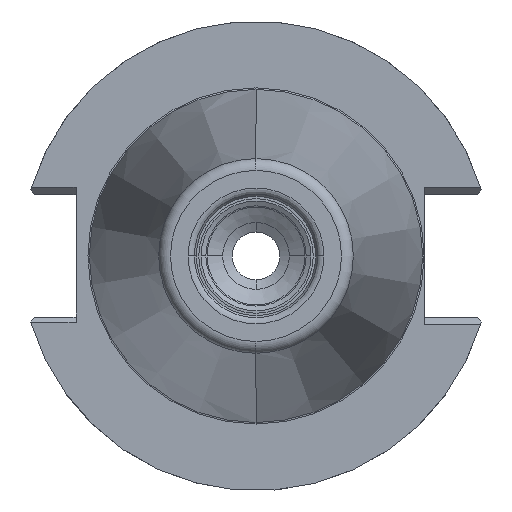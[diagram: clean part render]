
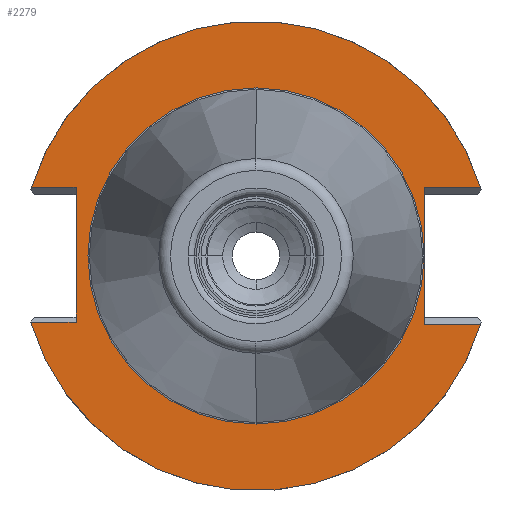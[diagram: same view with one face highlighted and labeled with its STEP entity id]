
A CAD part, left-side view. The second image highlights one B-rep face of the part: STEP entity #2279.
In plain terms, the highlighted planar face has unit normal (-1, 0, 0).
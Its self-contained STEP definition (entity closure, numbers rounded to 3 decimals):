
#583=CARTESIAN_POINT('',(3.15,0.,0.));
#584=DIRECTION('',(1.,0.,0.));
#585=DIRECTION('',(0.,0.,1.));
#586=AXIS2_PLACEMENT_3D('',#583,#584,#585);
#588=CARTESIAN_POINT('',(3.15,0.,0.));
#589=DIRECTION('',(1.,0.,0.));
#590=DIRECTION('',(0.,0.,-1.));
#591=AXIS2_PLACEMENT_3D('',#588,#589,#590);
#593=DIRECTION('',(0.,1.,0.));
#594=VECTOR('',#593,9.478);
#595=CARTESIAN_POINT('',(3.15,37.719,-13.85));
#596=LINE('',#595,#594);
#597=DIRECTION('',(0.,-1.,0.));
#598=VECTOR('',#597,9.355);
#599=CARTESIAN_POINT('',(3.15,47.074,14.35));
#600=LINE('',#599,#598);
#601=DIRECTION('',(0.,-1.,0.));
#602=VECTOR('',#601,11.768);
#603=CARTESIAN_POINT('',(3.15,-35.306,14.35));
#604=LINE('',#603,#602);
#605=DIRECTION('',(0.,1.,0.));
#606=VECTOR('',#605,11.768);
#607=CARTESIAN_POINT('',(3.15,-47.074,-14.35));
#608=LINE('',#607,#606);
#609=DIRECTION('',(0.,0.599,-0.801));
#610=VECTOR('',#609,0.032);
#611=CARTESIAN_POINT('',(3.15,47.197,-13.85));
#612=LINE('',#611,#610);
#655=DIRECTION('',(0.,0.,-1.));
#656=VECTOR('',#655,28.2);
#657=CARTESIAN_POINT('',(3.15,37.719,14.35));
#658=LINE('',#657,#656);
#809=CARTESIAN_POINT('',(3.15,0.,0.));
#810=DIRECTION('',(-1.,0.,0.));
#811=DIRECTION('',(0.,-0.957,0.292));
#812=AXIS2_PLACEMENT_3D('',#809,#810,#811);
#827=CARTESIAN_POINT('',(3.15,0.,0.));
#828=DIRECTION('',(-1.,0.,0.));
#829=DIRECTION('',(0.,0.959,-0.282));
#830=AXIS2_PLACEMENT_3D('',#827,#828,#829);
#936=DIRECTION('',(0.,0.,1.));
#937=VECTOR('',#936,28.7);
#938=CARTESIAN_POINT('',(3.15,-35.306,-14.35));
#939=LINE('',#938,#937);
#1087=CARTESIAN_POINT('',(3.15,47.216,-13.876));
#1089=VERTEX_POINT('',#1087);
#1159=CARTESIAN_POINT('',(3.15,0.,35.225));
#1160=CARTESIAN_POINT('',(3.15,0.,-35.225));
#1161=VERTEX_POINT('',#1159);
#1162=VERTEX_POINT('',#1160);
#1187=CARTESIAN_POINT('',(3.15,37.719,-13.85));
#1188=CARTESIAN_POINT('',(3.15,47.197,-13.85));
#1189=VERTEX_POINT('',#1187);
#1190=VERTEX_POINT('',#1188);
#1201=CARTESIAN_POINT('',(3.15,47.074,14.35));
#1202=CARTESIAN_POINT('',(3.15,37.719,14.35));
#1203=VERTEX_POINT('',#1201);
#1204=VERTEX_POINT('',#1202);
#1211=CARTESIAN_POINT('',(3.15,-47.074,-14.35));
#1212=CARTESIAN_POINT('',(3.15,-35.306,-14.35));
#1213=VERTEX_POINT('',#1211);
#1214=VERTEX_POINT('',#1212);
#1221=CARTESIAN_POINT('',(3.15,-35.306,14.35));
#1222=CARTESIAN_POINT('',(3.15,-47.074,14.35));
#1223=VERTEX_POINT('',#1221);
#1224=VERTEX_POINT('',#1222);
#2249=CARTESIAN_POINT('',(3.15,0.,0.));
#2250=DIRECTION('',(1.,0.,0.));
#2251=DIRECTION('',(0.,0.,1.));
#2252=AXIS2_PLACEMENT_3D('',#2249,#2250,#2251);
#2253=PLANE('',#2252);
#2254=ORIENTED_EDGE('',*,*,#2239,.F.);
#2256=ORIENTED_EDGE('',*,*,#2255,.F.);
#2258=ORIENTED_EDGE('',*,*,#2257,.F.);
#2260=ORIENTED_EDGE('',*,*,#2259,.F.);
#2262=ORIENTED_EDGE('',*,*,#2261,.F.);
#2264=ORIENTED_EDGE('',*,*,#2263,.F.);
#2266=ORIENTED_EDGE('',*,*,#2265,.F.);
#2268=ORIENTED_EDGE('',*,*,#2267,.F.);
#2270=ORIENTED_EDGE('',*,*,#2269,.F.);
#2271=EDGE_LOOP('',(#2254,#2256,#2258,#2260,#2262,#2264,#2266,#2268,#2270));
#2272=FACE_OUTER_BOUND('',#2271,.F.);
#2274=ORIENTED_EDGE('',*,*,#2273,.F.);
#2276=ORIENTED_EDGE('',*,*,#2275,.F.);
#2277=EDGE_LOOP('',(#2274,#2276));
#2278=FACE_BOUND('',#2277,.F.);
#2279=ADVANCED_FACE('',(#2272,#2278),#2253,.F.);
#587=CIRCLE('',#586,35.225);
#592=CIRCLE('',#591,35.225);
#813=CIRCLE('',#812,49.213);
#831=CIRCLE('',#830,49.213);
#2239=EDGE_CURVE('',#1189,#1190,#596,.T.);
#2255=EDGE_CURVE('',#1204,#1189,#658,.T.);
#2257=EDGE_CURVE('',#1203,#1204,#600,.T.);
#2259=EDGE_CURVE('',#1224,#1203,#813,.T.);
#2261=EDGE_CURVE('',#1223,#1224,#604,.T.);
#2263=EDGE_CURVE('',#1214,#1223,#939,.T.);
#2265=EDGE_CURVE('',#1213,#1214,#608,.T.);
#2267=EDGE_CURVE('',#1089,#1213,#831,.T.);
#2269=EDGE_CURVE('',#1190,#1089,#612,.T.);
#2273=EDGE_CURVE('',#1161,#1162,#587,.T.);
#2275=EDGE_CURVE('',#1162,#1161,#592,.T.);
